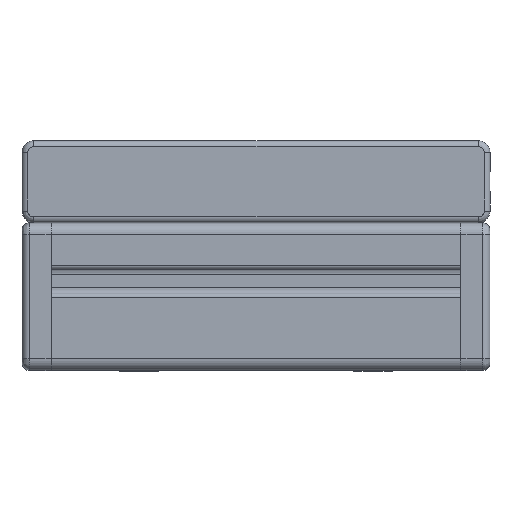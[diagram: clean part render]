
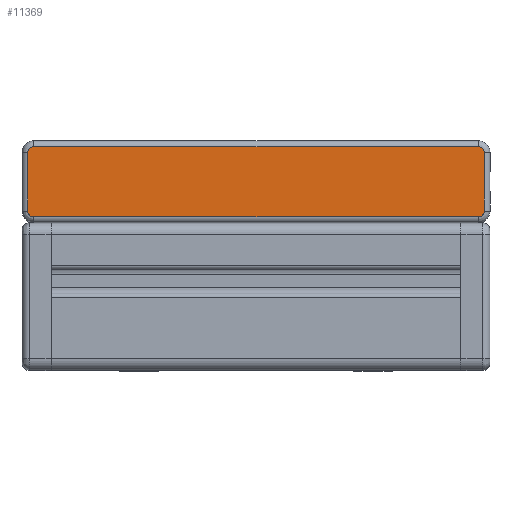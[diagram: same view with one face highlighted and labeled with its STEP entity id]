
A CAD part, front view. The second image highlights one B-rep face of the part: STEP entity #11369.
In plain terms, the highlighted face is planar.
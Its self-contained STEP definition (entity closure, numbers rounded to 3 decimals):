
#620=PLANE('',#12870);
#1199=FACE_OUTER_BOUND('',#1895,.T.);
#1895=EDGE_LOOP('',(#10276,#10277,#10278,#10279,#10280,#10281,#10282,#10283));
#2744=LINE('',#21399,#3600);
#2746=LINE('',#21405,#3602);
#2747=LINE('',#21409,#3603);
#2748=LINE('',#21413,#3604);
#3600=VECTOR('',#16115,10.);
#3602=VECTOR('',#16121,10.);
#3603=VECTOR('',#16124,10.);
#3604=VECTOR('',#16127,10.);
#4276=CIRCLE('',#12865,2.);
#4279=CIRCLE('',#12871,2.);
#4280=CIRCLE('',#12872,2.);
#4281=CIRCLE('',#12873,2.);
#5474=VERTEX_POINT('',#21383);
#5477=VERTEX_POINT('',#21388);
#5480=VERTEX_POINT('',#21398);
#5482=VERTEX_POINT('',#21404);
#5483=VERTEX_POINT('',#21406);
#5484=VERTEX_POINT('',#21408);
#5485=VERTEX_POINT('',#21410);
#5486=VERTEX_POINT('',#21412);
#7092=EDGE_CURVE('',#5477,#5474,#4276,.T.);
#7096=EDGE_CURVE('',#5474,#5480,#2744,.T.);
#7099=EDGE_CURVE('',#5482,#5477,#2746,.T.);
#7100=EDGE_CURVE('',#5483,#5482,#4279,.T.);
#7101=EDGE_CURVE('',#5484,#5483,#2747,.T.);
#7102=EDGE_CURVE('',#5485,#5484,#4280,.T.);
#7103=EDGE_CURVE('',#5486,#5485,#2748,.T.);
#7104=EDGE_CURVE('',#5480,#5486,#4281,.T.);
#10276=ORIENTED_EDGE('',*,*,#7092,.F.);
#10277=ORIENTED_EDGE('',*,*,#7099,.F.);
#10278=ORIENTED_EDGE('',*,*,#7100,.F.);
#10279=ORIENTED_EDGE('',*,*,#7101,.F.);
#10280=ORIENTED_EDGE('',*,*,#7102,.F.);
#10281=ORIENTED_EDGE('',*,*,#7103,.F.);
#10282=ORIENTED_EDGE('',*,*,#7104,.F.);
#10283=ORIENTED_EDGE('',*,*,#7096,.F.);
#11369=ADVANCED_FACE('',(#1199),#620,.T.);
#12865=AXIS2_PLACEMENT_3D('',#21390,#16105,#16106);
#12870=AXIS2_PLACEMENT_3D('',#21403,#16119,#16120);
#12871=AXIS2_PLACEMENT_3D('',#21407,#16122,#16123);
#12872=AXIS2_PLACEMENT_3D('',#21411,#16125,#16126);
#12873=AXIS2_PLACEMENT_3D('',#21414,#16128,#16129);
#16105=DIRECTION('center_axis',(0.,0.,-1.));
#16106=DIRECTION('ref_axis',(-0.707,-0.707,0.));
#16115=DIRECTION('',(0.,1.,0.));
#16119=DIRECTION('center_axis',(0.,0.,1.));
#16120=DIRECTION('ref_axis',(1.,0.,0.));
#16121=DIRECTION('',(-1.,0.,0.));
#16122=DIRECTION('center_axis',(0.,0.,-1.));
#16123=DIRECTION('ref_axis',(0.707,-0.707,0.));
#16124=DIRECTION('',(0.,-1.,0.));
#16125=DIRECTION('center_axis',(0.,0.,-1.));
#16126=DIRECTION('ref_axis',(0.707,0.707,0.));
#16127=DIRECTION('',(1.,0.,0.));
#16128=DIRECTION('center_axis',(0.,0.,-1.));
#16129=DIRECTION('ref_axis',(-0.707,0.707,0.));
#21383=CARTESIAN_POINT('',(-78.,-10.,4.));
#21388=CARTESIAN_POINT('',(-76.,-12.,4.));
#21390=CARTESIAN_POINT('Origin',(-76.,-10.,4.));
#21398=CARTESIAN_POINT('',(-78.,10.,4.));
#21399=CARTESIAN_POINT('',(-78.,-7.,4.));
#21403=CARTESIAN_POINT('Origin',(0.,0.,
4.));
#21404=CARTESIAN_POINT('',(76.,-12.,4.));
#21405=CARTESIAN_POINT('',(40.,-12.,4.));
#21406=CARTESIAN_POINT('',(78.,-10.,4.));
#21407=CARTESIAN_POINT('Origin',(76.,-10.,4.));
#21408=CARTESIAN_POINT('',(78.,10.,4.));
#21409=CARTESIAN_POINT('',(78.,7.,4.));
#21410=CARTESIAN_POINT('',(76.,12.,4.));
#21411=CARTESIAN_POINT('Origin',(76.,10.,4.));
#21412=CARTESIAN_POINT('',(-76.,12.,4.));
#21413=CARTESIAN_POINT('',(-40.,12.,4.));
#21414=CARTESIAN_POINT('Origin',(-76.,10.,4.));
